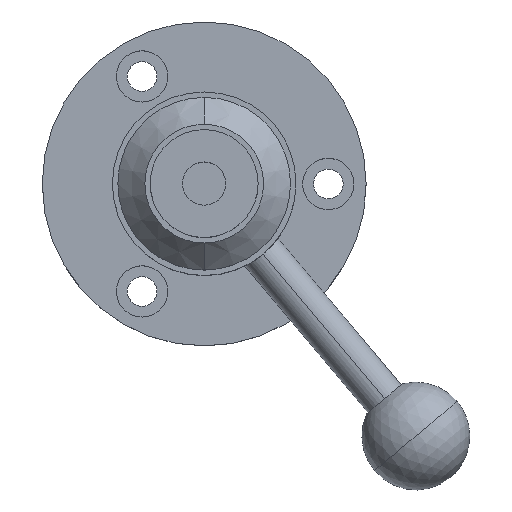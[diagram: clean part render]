
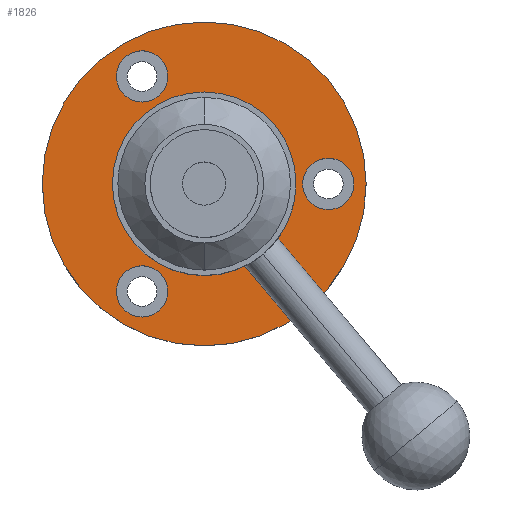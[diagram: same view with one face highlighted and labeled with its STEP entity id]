
A CAD part, top view. The second image highlights one B-rep face of the part: STEP entity #1826.
In plain terms, the highlighted planar face has unit normal (0, 0, 1).
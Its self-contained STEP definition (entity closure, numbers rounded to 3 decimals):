
#4 = CARTESIAN_POINT ( 'NONE',  ( 23., 0., 10. ) ) ;
#30 = VERTEX_POINT ( 'NONE', #1025 ) ;
#32 = CARTESIAN_POINT ( 'NONE',  ( -11.5, 19.919, 10. ) ) ;
#36 = VERTEX_POINT ( 'NONE', #411 ) ;
#49 = AXIS2_PLACEMENT_3D ( 'NONE', #156, #1018, #1027 ) ;
#51 = DIRECTION ( 'NONE',  ( 0., -1., 0. ) ) ;
#54 = DIRECTION ( 'NONE',  ( 0., 1., 0. ) ) ;
#55 = ORIENTED_EDGE ( 'NONE', *, *, #1540, .F. ) ;
#68 = VERTEX_POINT ( 'NONE', #1162 ) ;
#84 = CARTESIAN_POINT ( 'NONE',  ( 16., 0., 10. ) ) ;
#90 = CARTESIAN_POINT ( 'NONE',  ( -11.5, 15.169, 10. ) ) ;
#114 = CARTESIAN_POINT ( 'NONE',  ( -11.5, -19.919, 10. ) ) ;
#153 = DIRECTION ( 'NONE',  ( 0., -1., 0. ) ) ;
#156 = CARTESIAN_POINT ( 'NONE',  ( 0., 0., 10. ) ) ;
#157 = VERTEX_POINT ( 'NONE', #583 ) ;
#163 = AXIS2_PLACEMENT_3D ( 'NONE', #1159, #739, #1499 ) ;
#166 = CIRCLE ( 'NONE', #818, 4.75 ) ;
#169 = DIRECTION ( 'NONE',  ( 0., -1., 0. ) ) ;
#171 = DIRECTION ( 'NONE',  ( 0., 0., 1. ) ) ;
#177 = VERTEX_POINT ( 'NONE', #1287 ) ;
#186 = DIRECTION ( 'NONE',  ( 0., 0., -1. ) ) ;
#213 = FACE_BOUND ( 'NONE', #493, .T. ) ;
#221 = CARTESIAN_POINT ( 'NONE',  ( -11.5, -19.919, 10. ) ) ;
#252 = CIRCLE ( 'NONE', #1874, 4.75 ) ;
#260 = DIRECTION ( 'NONE',  ( 0., -1., 0. ) ) ;
#343 = EDGE_CURVE ( 'NONE', #1691, #1814, #252, .T. ) ;
#344 = ORIENTED_EDGE ( 'NONE', *, *, #1346, .F. ) ;
#346 = DIRECTION ( 'NONE',  ( 0., 0., 1. ) ) ;
#360 = DIRECTION ( 'NONE',  ( 0., 1., 0. ) ) ;
#379 = ORIENTED_EDGE ( 'NONE', *, *, #538, .F. ) ;
#394 = EDGE_CURVE ( 'NONE', #157, #535, #1817, .T. ) ;
#402 = AXIS2_PLACEMENT_3D ( 'NONE', #4, #171, #425 ) ;
#411 = CARTESIAN_POINT ( 'NONE',  ( 0., -30., 10. ) ) ;
#425 = DIRECTION ( 'NONE',  ( 0., -1., 0. ) ) ;
#437 = AXIS2_PLACEMENT_3D ( 'NONE', #114, #702, #153 ) ;
#481 = CARTESIAN_POINT ( 'NONE',  ( 0., 0., 10. ) ) ;
#493 = EDGE_LOOP ( 'NONE', ( #617, #55 ) ) ;
#527 = EDGE_LOOP ( 'NONE', ( #828, #1799 ) ) ;
#535 = VERTEX_POINT ( 'NONE', #1471 ) ;
#538 = EDGE_CURVE ( 'NONE', #30, #36, #1176, .T. ) ;
#583 = CARTESIAN_POINT ( 'NONE',  ( 23., -4.75, 10. ) ) ;
#601 = EDGE_CURVE ( 'NONE', #1814, #1691, #747, .T. ) ;
#617 = ORIENTED_EDGE ( 'NONE', *, *, #394, .F. ) ;
#634 = CARTESIAN_POINT ( 'NONE',  ( -11.5, 19.919, 10. ) ) ;
#655 = PLANE ( 'NONE',  #1713 ) ;
#672 = VERTEX_POINT ( 'NONE', #802 ) ;
#685 = VERTEX_POINT ( 'NONE', #1516 ) ;
#702 = DIRECTION ( 'NONE',  ( 0., 0., 1. ) ) ;
#739 = DIRECTION ( 'NONE',  ( 0., 0., -1. ) ) ;
#747 = CIRCLE ( 'NONE', #1394, 4.75 ) ;
#802 = CARTESIAN_POINT ( 'NONE',  ( 0., 16., 10. ) ) ;
#803 = FACE_BOUND ( 'NONE', #527, .T. ) ;
#805 = EDGE_CURVE ( 'NONE', #36, #30, #1790, .T. ) ;
#818 = AXIS2_PLACEMENT_3D ( 'NONE', #1517, #1794, #51 ) ;
#828 = ORIENTED_EDGE ( 'NONE', *, *, #1262, .T. ) ;
#830 = EDGE_CURVE ( 'NONE', #177, #672, #1031, .T. ) ;
#974 = FACE_BOUND ( 'NONE', #1538, .T. ) ;
#1018 = DIRECTION ( 'NONE',  ( 0., 0., -1. ) ) ;
#1025 = CARTESIAN_POINT ( 'NONE',  ( 0., 30., 10. ) ) ;
#1027 = DIRECTION ( 'NONE',  ( 0., 1., 0. ) ) ;
#1031 = CIRCLE ( 'NONE', #1757, 16. ) ;
#1045 = EDGE_LOOP ( 'NONE', ( #1251, #1322 ) ) ;
#1078 = CARTESIAN_POINT ( 'NONE',  ( 0., 0., 10. ) ) ;
#1118 = AXIS2_PLACEMENT_3D ( 'NONE', #1078, #186, #54 ) ;
#1124 = DIRECTION ( 'NONE',  ( 0., 0., 1. ) ) ;
#1159 = CARTESIAN_POINT ( 'NONE',  ( 0., 0., 10. ) ) ;
#1162 = CARTESIAN_POINT ( 'NONE',  ( -11.5, -15.169, 10. ) ) ;
#1176 = CIRCLE ( 'NONE', #163, 30. ) ;
#1178 = CIRCLE ( 'NONE', #437, 4.75 ) ;
#1208 = DIRECTION ( 'NONE',  ( 0., -1., 0. ) ) ;
#1220 = CIRCLE ( 'NONE', #1618, 4.75 ) ;
#1251 = ORIENTED_EDGE ( 'NONE', *, *, #601, .F. ) ;
#1262 = EDGE_CURVE ( 'NONE', #672, #177, #1483, .T. ) ;
#1269 = FACE_BOUND ( 'NONE', #1045, .T. ) ;
#1287 = CARTESIAN_POINT ( 'NONE',  ( 0., -16., 10. ) ) ;
#1322 = ORIENTED_EDGE ( 'NONE', *, *, #343, .F. ) ;
#1346 = EDGE_CURVE ( 'NONE', #685, #68, #1178, .T. ) ;
#1386 = FACE_OUTER_BOUND ( 'NONE', #1845, .T. ) ;
#1394 = AXIS2_PLACEMENT_3D ( 'NONE', #634, #346, #1208 ) ;
#1471 = CARTESIAN_POINT ( 'NONE',  ( 23., 4.75, 10. ) ) ;
#1483 = CIRCLE ( 'NONE', #49, 16. ) ;
#1485 = ORIENTED_EDGE ( 'NONE', *, *, #1761, .F. ) ;
#1499 = DIRECTION ( 'NONE',  ( 0., 1., 0. ) ) ;
#1516 = CARTESIAN_POINT ( 'NONE',  ( -11.5, -24.669, 10. ) ) ;
#1517 = CARTESIAN_POINT ( 'NONE',  ( 23., 0., 10. ) ) ;
#1538 = EDGE_LOOP ( 'NONE', ( #344, #1485 ) ) ;
#1540 = EDGE_CURVE ( 'NONE', #535, #157, #166, .T. ) ;
#1555 = DIRECTION ( 'NONE',  ( 0., 0., 1. ) ) ;
#1618 = AXIS2_PLACEMENT_3D ( 'NONE', #221, #1555, #1842 ) ;
#1676 = DIRECTION ( 'NONE',  ( 0., 0., -1. ) ) ;
#1691 = VERTEX_POINT ( 'NONE', #1851 ) ;
#1713 = AXIS2_PLACEMENT_3D ( 'NONE', #84, #1124, #260 ) ;
#1730 = ORIENTED_EDGE ( 'NONE', *, *, #805, .F. ) ;
#1757 = AXIS2_PLACEMENT_3D ( 'NONE', #481, #1676, #360 ) ;
#1761 = EDGE_CURVE ( 'NONE', #68, #685, #1220, .T. ) ;
#1781 = DIRECTION ( 'NONE',  ( 0., 0., 1. ) ) ;
#1790 = CIRCLE ( 'NONE', #1118, 30. ) ;
#1794 = DIRECTION ( 'NONE',  ( 0., 0., 1. ) ) ;
#1799 = ORIENTED_EDGE ( 'NONE', *, *, #830, .T. ) ;
#1814 = VERTEX_POINT ( 'NONE', #90 ) ;
#1817 = CIRCLE ( 'NONE', #402, 4.75 ) ;
#1826 = ADVANCED_FACE ( 'NONE', ( #974, #1269, #213, #803, #1386 ), #655, .T. ) ;
#1842 = DIRECTION ( 'NONE',  ( 0., -1., 0. ) ) ;
#1845 = EDGE_LOOP ( 'NONE', ( #379, #1730 ) ) ;
#1851 = CARTESIAN_POINT ( 'NONE',  ( -11.5, 24.669, 10. ) ) ;
#1874 = AXIS2_PLACEMENT_3D ( 'NONE', #32, #1781, #169 ) ;
